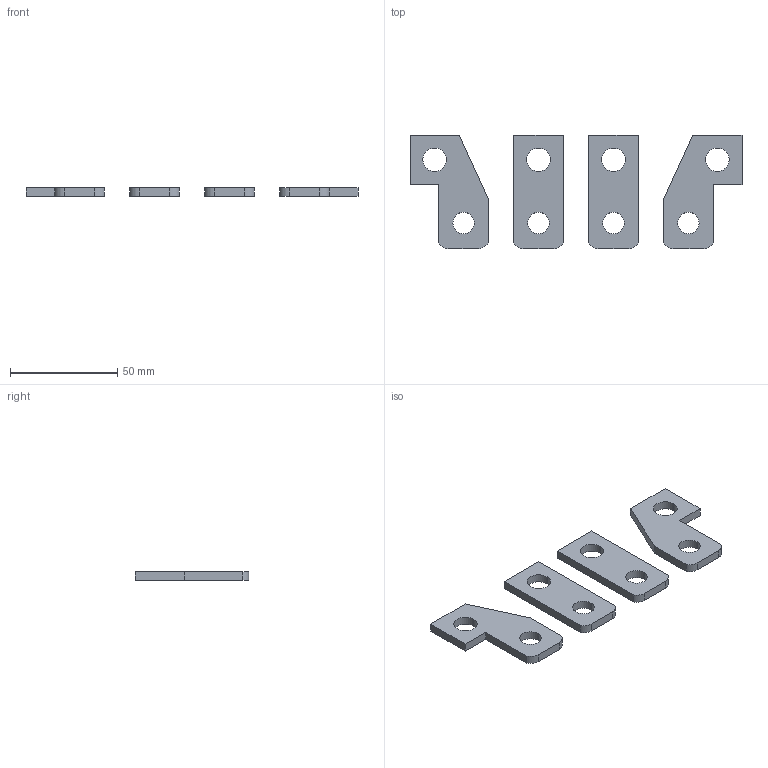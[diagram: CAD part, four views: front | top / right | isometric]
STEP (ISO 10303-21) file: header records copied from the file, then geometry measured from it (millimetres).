
FILE_DESCRIPTION((''),'2;1');
FILE_NAME('ASM0104ASD_ASM','2021-11-04T',('marketing.praksa'),('Audax d.o.o.'),'CREO PARAMETRIC BY PTC INC, 2017480','CREO PARAMETRIC BY PTC INC, 2017480','');
FILE_SCHEMA(('AUTOMOTIVE_DESIGN { 1 0 10303 214 1 1 1 1 }'));
Products named in the file (6): OPEN_CASCADE_STEP_TRANSLATO-9_4; OPEN_CASCADE_STEP_TRANSLAT-35_4; OPEN_CASCADE_STEP_TRANSLATO-9_1; OPEN_CASCADE_STEP_TRANSLAT-16_1; PRT9562; ASM0104ASD_ASM
Assembly tree (5 placements, depth 2):
  ASM0104ASD_ASM
    OPEN_CASCADE_STEP_TRANSLATO-9_4
    OPEN_CASCADE_STEP_TRANSLAT-35_4
    OPEN_CASCADE_STEP_TRANSLATO-9_1
    OPEN_CASCADE_STEP_TRANSLAT-16_1
    PRT9562
Bounding box: 155 x 53 x 4 mm (x, y, z)
Volume: 17498.5 mm3; surface area: 12480.3 mm2
Topology: 7 solids, 7 shells, 159 faces, 426 edges, 284 vertices
Faces by surface type: plane 87, cylinder 72
Entity records: 7956 total; most frequent: DIRECTION 910, CARTESIAN_POINT 896, ORIENTED_EDGE 852, PRESENTATION_STYLE_ASSIGNMENT 592, STYLED_ITEM 592, CURVE_STYLE 426, EDGE_CURVE 426, AXIS2_PLACEMENT_3D 314
